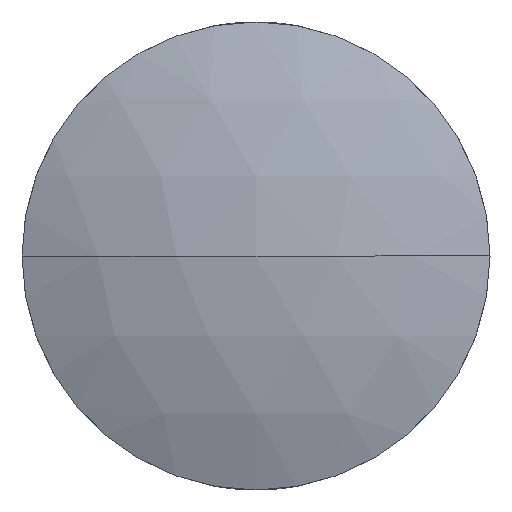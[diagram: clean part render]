
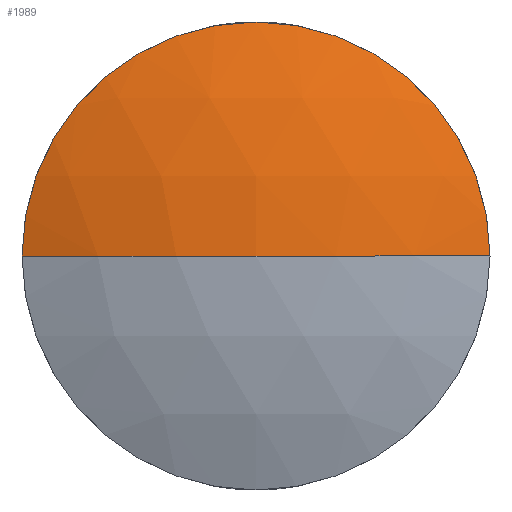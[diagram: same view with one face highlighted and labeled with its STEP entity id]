
A CAD part, left-side view. The second image highlights one B-rep face of the part: STEP entity #1989.
In plain terms, the highlighted spherical face has radius 13.68 mm.
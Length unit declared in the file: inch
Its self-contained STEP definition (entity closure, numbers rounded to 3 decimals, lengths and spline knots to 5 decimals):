
#96 = AXIS2_PLACEMENT_3D ( 'NONE', #3919, #3917, #3915 ) ;
#101 = AXIS2_PLACEMENT_3D ( 'NONE', #3883, #3882, #3881 ) ;
#102 = AXIS2_PLACEMENT_3D ( 'NONE', #3894, #3878, #3877 ) ;
#220 = ORIENTED_EDGE ( 'NONE', *, *, #4188, .T. ) ;
#221 = ORIENTED_EDGE ( 'NONE', *, *, #4118, .T. ) ;
#222 = ORIENTED_EDGE ( 'NONE', *, *, #4181, .T. ) ;
#223 = ORIENTED_EDGE ( 'NONE', *, *, #4189, .F. ) ;
#271 = FACE_OUTER_BOUND ( 'NONE', #2256, .T. ) ;
#275 = SPHERICAL_SURFACE ( 'NONE', #4253, 0.53858 ) ;
#691 = CARTESIAN_POINT ( 'NONE',  ( -0.64773, -0.20313, 0. ) ) ;
#955 = CARTESIAN_POINT ( 'NONE',  ( -0.64773, 0., 0.20313 ) ) ;
#975 = CARTESIAN_POINT ( 'NONE',  ( -0.6875, 0., 0. ) ) ;
#988 = CARTESIAN_POINT ( 'NONE',  ( -0.64773, 0.20313, 0. ) ) ;
#1989 = ADVANCED_FACE ( 'NONE', ( #271 ), #275, .T. ) ;
#2046 = CIRCLE ( 'NONE', #96, 0.53858 ) ;
#2053 = CIRCLE ( 'NONE', #101, 0.20313 ) ;
#2055 = CIRCLE ( 'NONE', #102, 0.53858 ) ;
#2256 = EDGE_LOOP ( 'NONE', ( #223, #222, #221, #220 ) ) ;
#2913 = DIRECTION ( 'NONE',  ( 0., 0., 1. ) ) ;
#2914 = DIRECTION ( 'NONE',  ( -1., 0., 0. ) ) ;
#2916 = CARTESIAN_POINT ( 'NONE',  ( -0.64773, 0., 0. ) ) ;
#3053 = VERTEX_POINT ( 'NONE', #975 ) ;
#3055 = VERTEX_POINT ( 'NONE', #988 ) ;
#3062 = VERTEX_POINT ( 'NONE', #955 ) ;
#3101 = DIRECTION ( 'NONE',  ( 0., 0., 1. ) ) ;
#3102 = CARTESIAN_POINT ( 'NONE',  ( -0.14892, 0., 0. ) ) ;
#3311 = VERTEX_POINT ( 'NONE', #691 ) ;
#3437 = DIRECTION ( 'NONE',  ( 0., 1., 0. ) ) ;
#3877 = DIRECTION ( 'NONE',  ( -1., 0., 0. ) ) ;
#3878 = DIRECTION ( 'NONE',  ( 0., 0., -1. ) ) ;
#3881 = DIRECTION ( 'NONE',  ( 0., 0., 1. ) ) ;
#3882 = DIRECTION ( 'NONE',  ( -1., 0., 0. ) ) ;
#3883 = CARTESIAN_POINT ( 'NONE',  ( -0.64773, 0., 0. ) ) ;
#3894 = CARTESIAN_POINT ( 'NONE',  ( -0.14892, 0., 0. ) ) ;
#3915 = DIRECTION ( 'NONE',  ( 0., -1., 0. ) ) ;
#3917 = DIRECTION ( 'NONE',  ( 0., 0., 1. ) ) ;
#3919 = CARTESIAN_POINT ( 'NONE',  ( -0.14892, 0., 0. ) ) ;
#3952 = CIRCLE ( 'NONE', #4311, 0.20313 ) ;
#4118 = EDGE_CURVE ( 'NONE', #3311, #3062, #3952, .T. ) ;
#4181 = EDGE_CURVE ( 'NONE', #3053, #3311, #2046, .T. ) ;
#4188 = EDGE_CURVE ( 'NONE', #3062, #3055, #2053, .T. ) ;
#4189 = EDGE_CURVE ( 'NONE', #3053, #3055, #2055, .T. ) ;
#4253 = AXIS2_PLACEMENT_3D ( 'NONE', #3102, #3101, #3437 ) ;
#4311 = AXIS2_PLACEMENT_3D ( 'NONE', #2916, #2914, #2913 ) ;
